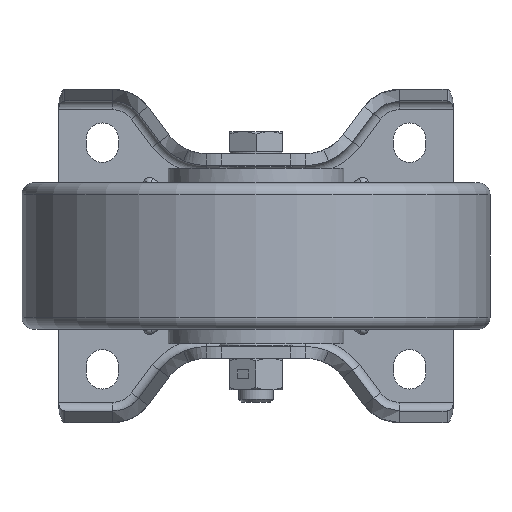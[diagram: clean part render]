
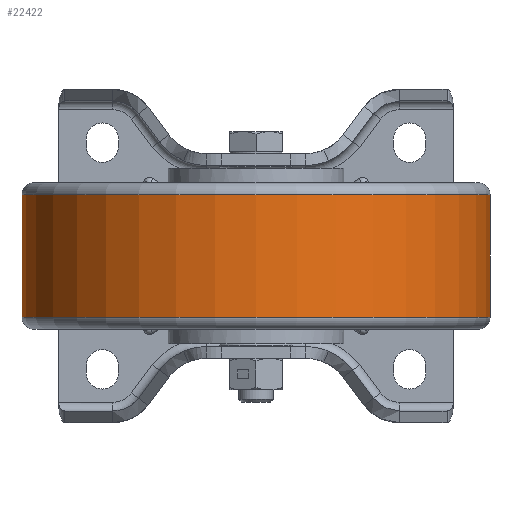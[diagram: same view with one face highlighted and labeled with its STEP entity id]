
A CAD part, front view. The second image highlights one B-rep face of the part: STEP entity #22422.
In plain terms, the highlighted cylindrical face has radius 80 mm (diameter 160 mm), a partial arc.
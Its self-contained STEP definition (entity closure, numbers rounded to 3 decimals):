
#513 = CARTESIAN_POINT ( 'NONE',  ( 0., -135., 21. ) ) ;
#1223 = CARTESIAN_POINT ( 'NONE',  ( -80., -135., -58.614 ) ) ;
#1384 = DIRECTION ( 'NONE',  ( 1., 0., 0. ) ) ;
#2511 = DIRECTION ( 'NONE',  ( -1., 0., 0. ) ) ;
#2592 = VERTEX_POINT ( 'NONE', #20702 ) ;
#3092 = VECTOR ( 'NONE', #4429, 1000. ) ;
#3896 = EDGE_CURVE ( 'NONE', #8066, #17875, #23170, .T. ) ;
#4429 = DIRECTION ( 'NONE',  ( 0., 0., -1. ) ) ;
#4531 = CARTESIAN_POINT ( 'NONE',  ( -80., -135., -21. ) ) ;
#5082 = AXIS2_PLACEMENT_3D ( 'NONE', #513, #14524, #2511 ) ;
#5255 = CARTESIAN_POINT ( 'NONE',  ( 80., -135., 21. ) ) ;
#7146 = CARTESIAN_POINT ( 'NONE',  ( 80., -135., -21. ) ) ;
#8066 = VERTEX_POINT ( 'NONE', #4531 ) ;
#8309 = ORIENTED_EDGE ( 'NONE', *, *, #21641, .F. ) ;
#8436 = LINE ( 'NONE', #14519, #3092 ) ;
#8701 = FACE_OUTER_BOUND ( 'NONE', #10059, .T. ) ;
#8965 = DIRECTION ( 'NONE',  ( -1., 0., 0. ) ) ;
#9233 = VERTEX_POINT ( 'NONE', #5255 ) ;
#10059 = EDGE_LOOP ( 'NONE', ( #8309, #11419, #13508, #18501 ) ) ;
#10887 = CARTESIAN_POINT ( 'NONE',  ( 0., -135., -58.614 ) ) ;
#11099 = CIRCLE ( 'NONE', #5082, 80. ) ;
#11419 = ORIENTED_EDGE ( 'NONE', *, *, #23311, .T. ) ;
#11498 = CYLINDRICAL_SURFACE ( 'NONE', #21479, 80. ) ;
#12905 = DIRECTION ( 'NONE',  ( 0., 0., -1. ) ) ;
#13372 = DIRECTION ( 'NONE',  ( 0., 0., 1. ) ) ;
#13508 = ORIENTED_EDGE ( 'NONE', *, *, #25513, .T. ) ;
#14519 = CARTESIAN_POINT ( 'NONE',  ( 80., -135., -58.614 ) ) ;
#14524 = DIRECTION ( 'NONE',  ( 0., 0., -1. ) ) ;
#14847 = VECTOR ( 'NONE', #21148, 1000. ) ;
#15842 = AXIS2_PLACEMENT_3D ( 'NONE', #25335, #13372, #1384 ) ;
#17875 = VERTEX_POINT ( 'NONE', #7146 ) ;
#18501 = ORIENTED_EDGE ( 'NONE', *, *, #3896, .T. ) ;
#20702 = CARTESIAN_POINT ( 'NONE',  ( -80., -135., 21. ) ) ;
#21148 = DIRECTION ( 'NONE',  ( 0., 0., -1. ) ) ;
#21479 = AXIS2_PLACEMENT_3D ( 'NONE', #10887, #12905, #8965 ) ;
#21641 = EDGE_CURVE ( 'NONE', #9233, #17875, #8436, .T. ) ;
#22422 = ADVANCED_FACE ( 'NONE', ( #8701 ), #11498, .T. ) ;
#22655 = LINE ( 'NONE', #1223, #14847 ) ;
#23170 = CIRCLE ( 'NONE', #15842, 80. ) ;
#23311 = EDGE_CURVE ( 'NONE', #9233, #2592, #11099, .T. ) ;
#25335 = CARTESIAN_POINT ( 'NONE',  ( 0., -135., -21. ) ) ;
#25513 = EDGE_CURVE ( 'NONE', #2592, #8066, #22655, .T. ) ;
